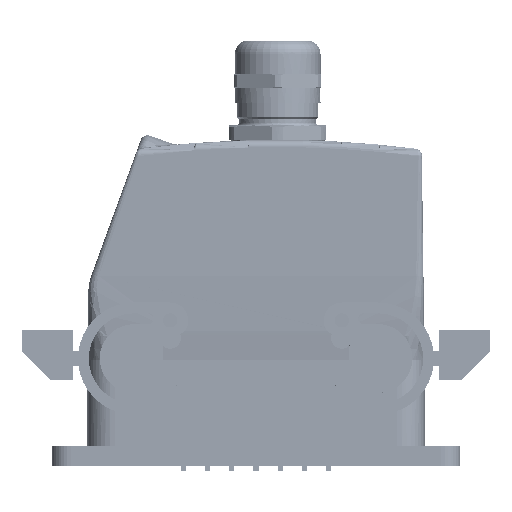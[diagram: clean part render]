
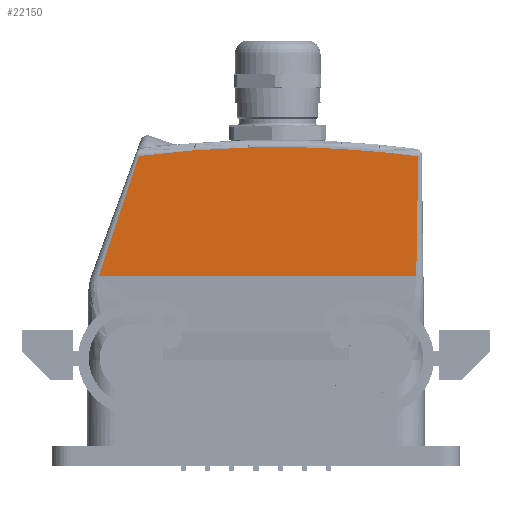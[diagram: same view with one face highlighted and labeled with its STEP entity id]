
A CAD part, left-side view. The second image highlights one B-rep face of the part: STEP entity #22150.
In plain terms, the highlighted planar face has unit normal (-1, 0, 0).
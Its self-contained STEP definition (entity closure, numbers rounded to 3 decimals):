
#22116=AXIS2_PLACEMENT_3D('Plane Axis2P3D',#22113,#22114,#22115) ;
#22133=AXIS2_PLACEMENT_3D('Circle Axis2P3D',#22131,#22132,$) ;
#22140=AXIS2_PLACEMENT_3D('Circle Axis2P3D',#22138,#22139,$) ;
#20838=CARTESIAN_POINT('Vertex',(6.25,20.404,54.088)) ;
#20880=CARTESIAN_POINT('Line Origine',(6.25,63.312,54.088)) ;
#20884=CARTESIAN_POINT('Vertex',(6.25,108.256,54.088)) ;
#21712=CARTESIAN_POINT('Vertex',(6.25,19.86,87.201)) ;
#21716=CARTESIAN_POINT('Control Point',(6.25,19.86,87.201)) ;
#21717=CARTESIAN_POINT('Control Point',(6.25,19.858,85.983)) ;
#21718=CARTESIAN_POINT('Control Point',(6.25,19.859,84.775)) ;
#21719=CARTESIAN_POINT('Control Point',(6.25,19.861,83.567)) ;
#21720=CARTESIAN_POINT('Control Point',(6.25,19.881,78.722)) ;
#21721=CARTESIAN_POINT('Control Point',(6.25,19.937,73.876)) ;
#21722=CARTESIAN_POINT('Control Point',(6.25,19.997,70.268)) ;
#21723=CARTESIAN_POINT('Control Point',(6.25,20.097,64.867)) ;
#21724=CARTESIAN_POINT('Control Point',(6.25,20.231,59.467)) ;
#21725=CARTESIAN_POINT('Control Point',(6.25,20.28,57.674)) ;
#21726=CARTESIAN_POINT('Control Point',(6.25,20.337,55.881)) ;
#21727=CARTESIAN_POINT('Control Point',(6.25,20.404,54.088)) ;
#22113=CARTESIAN_POINT('Axis2P3D Location',(6.25,-6.273,-7.751)) ;
#22119=CARTESIAN_POINT('Control Point',(6.25,97.19,87.26)) ;
#22120=CARTESIAN_POINT('Control Point',(6.25,97.422,86.601)) ;
#22121=CARTESIAN_POINT('Control Point',(6.25,97.654,85.941)) ;
#22122=CARTESIAN_POINT('Control Point',(6.25,97.885,85.281)) ;
#22123=CARTESIAN_POINT('Control Point',(6.25,100.191,78.679)) ;
#22124=CARTESIAN_POINT('Control Point',(6.25,102.434,72.054)) ;
#22125=CARTESIAN_POINT('Control Point',(6.25,104.391,66.069)) ;
#22126=CARTESIAN_POINT('Control Point',(6.25,106.378,60.096)) ;
#22127=CARTESIAN_POINT('Control Point',(6.25,108.256,54.088)) ;
#22128=CARTESIAN_POINT('Vertex',(6.25,97.19,87.26)) ;
#22131=CARTESIAN_POINT('Axis2P3D Location',(6.25,58.75,-208.25)) ;
#22135=CARTESIAN_POINT('Vertex',(6.25,51.768,89.668)) ;
#22138=CARTESIAN_POINT('Axis2P3D Location',(6.25,58.75,-208.25)) ;
#20881=DIRECTION('Vector Direction',(0.,-1.,0.)) ;
#22114=DIRECTION('Axis2P3D Direction',(-1.,0.,0.)) ;
#22115=DIRECTION('Axis2P3D XDirection',(0.,-0.317,0.949)) ;
#22132=DIRECTION('Axis2P3D Direction',(-1.,0.,0.)) ;
#22139=DIRECTION('Axis2P3D Direction',(-1.,0.,0.)) ;
#20882=VECTOR('Line Direction',#20881,1.) ;
#22144=ORIENTED_EDGE('',*,*,#22130,.F.) ;
#22145=ORIENTED_EDGE('',*,*,#20886,.T.) ;
#22146=ORIENTED_EDGE('',*,*,#21728,.T.) ;
#22147=ORIENTED_EDGE('',*,*,#22137,.F.) ;
#22148=ORIENTED_EDGE('',*,*,#22142,.F.) ;
#22150=ADVANCED_FACE('Hauptk\X2\00F6\X0\rper',(#22149),#22117,.T.) ;
#21715=B_SPLINE_CURVE_WITH_KNOTS('',5,(#21716,#21717,#21718,#21719,#21720,#21721,#21722,#21723,#21724,#21725,#21726,#21727),.UNSPECIFIED.,.F.,.U.,(6,3,3,6),(26.395,32.569,50.563,59.508),.UNSPECIFIED.) ;
#22118=B_SPLINE_CURVE_WITH_KNOTS('',5,(#22119,#22120,#22121,#22122,#22123,#22124,#22125,#22126,#22127),.UNSPECIFIED.,.F.,.U.,(6,3,6),(0.,4.945,49.456),.UNSPECIFIED.) ;
#22134=CIRCLE('generated circle',#22133,298.) ;
#22141=CIRCLE('generated circle',#22140,298.) ;
#20886=EDGE_CURVE('',#20885,#20839,#20883,.T.) ;
#21728=EDGE_CURVE('',#20839,#21713,#21715,.F.) ;
#22130=EDGE_CURVE('',#20885,#22129,#22118,.F.) ;
#22137=EDGE_CURVE('',#22136,#21713,#22134,.F.) ;
#22142=EDGE_CURVE('',#22129,#22136,#22141,.F.) ;
#22143=EDGE_LOOP('',(#22144,#22145,#22146,#22147,#22148)) ;
#22149=FACE_OUTER_BOUND('',#22143,.T.) ;
#20883=LINE('Line',#20880,#20882) ;
#22117=PLANE('',#22116) ;
#20839=VERTEX_POINT('',#20838) ;
#20885=VERTEX_POINT('',#20884) ;
#21713=VERTEX_POINT('',#21712) ;
#22129=VERTEX_POINT('',#22128) ;
#22136=VERTEX_POINT('',#22135) ;
